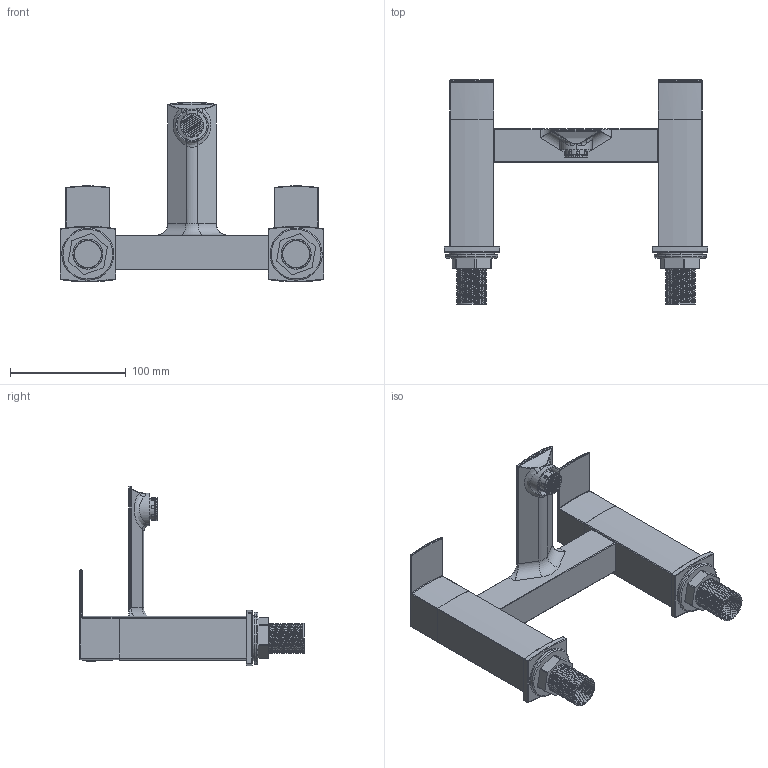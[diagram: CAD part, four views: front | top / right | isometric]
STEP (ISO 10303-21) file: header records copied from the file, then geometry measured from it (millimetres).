
FILE_DESCRIPTION (( 'STEP AP214' ), '1' );
FILE_NAME ('NTBF01_STEP_V10322.STEP', '2022-12-05T15:03:46', ( '' ), ( '' ), 'SwSTEP 2.0', 'SolidWorks 2019', '' );
FILE_SCHEMA (( 'AUTOMOTIVE_DESIGN' ));
Length unit declared in the file: millimetre
Products named in the file (8): Neoperl Aerator; NTBF01; NTBF01_Bath filler body; NTBF01_Nut; Grub Screw cap; NTBF01_Handle; NTBF01_Washer; NTBF01_STEP_V10322
Assembly tree (11 placements, depth 2):
  NTBF01_STEP_V10322
    NTBF01
    NTBF01_Bath filler body
    NTBF01_Handle  x2
    NTBF01_Washer  x2
    NTBF01_Nut  x2
    Grub Screw cap  x2
    Neoperl Aerator
Bounding box: 228.01 x 194 x 155.37 mm (x, y, z)
Volume: 371601.7 mm3; surface area: 177551.3 mm2
Topology: 20 solids, 20 shells, 1255 faces, 3427 edges, 2173 vertices
Faces by surface type: plane 691, cylinder 405, torus 60, bspline 46, sphere 42, cone 11
Entity records: 48325 total; most frequent: CARTESIAN_POINT 19807, ORIENTED_EDGE 6154, DIRECTION 5398, EDGE_CURVE 3077, LINE 2130, VECTOR 2130, VERTEX_POINT 1986, AXIS2_PLACEMENT_3D 1634
